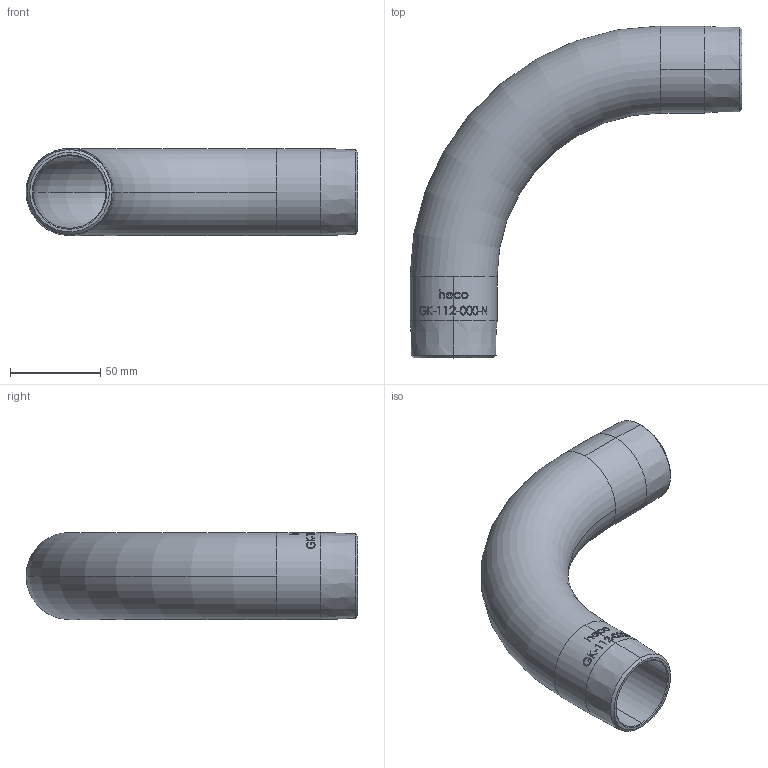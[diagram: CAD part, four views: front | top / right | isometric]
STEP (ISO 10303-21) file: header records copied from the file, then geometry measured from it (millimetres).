
FILE_DESCRIPTION (( 'STEP AP214' ), '1' );
FILE_NAME ('GK-112-000-N Gewindekrümmer.STEP', '2018-06-12T09:03:18', ( '' ), ( '' ), 'SwSTEP 2.0', 'SolidWorks 2016', '' );
FILE_SCHEMA (( 'AUTOMOTIVE_DESIGN' ));
Length unit declared in the file: millimetre
Products named in the file (1): GK-112-000-N Gewindekrümmer
Bounding box: 184.15 x 184.15 x 48.34 mm (x, y, z)
Volume: 148315.5 mm3; surface area: 75859.7 mm2
Topology: 1 solids, 1 shells, 197 faces, 515 edges, 340 vertices
Faces by surface type: bspline 91, plane 56, cylinder 34, cone 12, torus 4
Entity records: 24045 total; most frequent: CARTESIAN_POINT 18104, ORIENTED_EDGE 1030, DIRECTION 540, EDGE_CURVE 515, VERTEX_POINT 340, B_SPLINE_CURVE_WITH_KNOTS 295, EDGE_LOOP 219, AXIS2_PLACEMENT_3D 213
